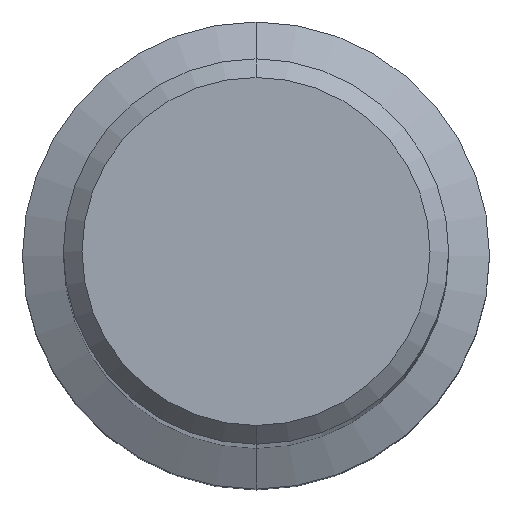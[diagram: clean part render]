
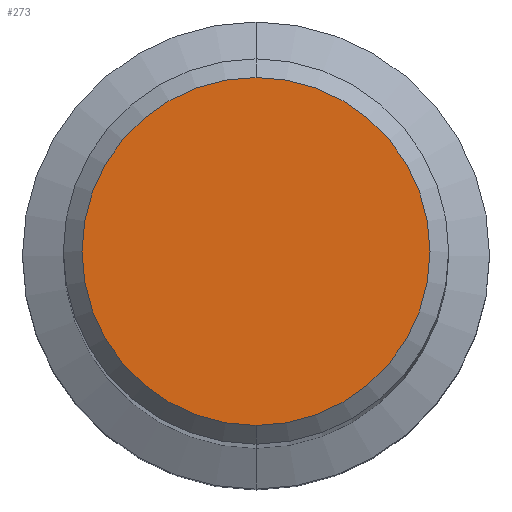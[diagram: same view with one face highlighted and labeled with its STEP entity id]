
A CAD part, top view. The second image highlights one B-rep face of the part: STEP entity #273.
In plain terms, the highlighted planar face has unit normal (0, 0, 1).
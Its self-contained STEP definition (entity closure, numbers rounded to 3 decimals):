
#219=VERTEX_POINT('',#575);
#263=EDGE_CURVE('',#219,#283,#624,.T.);
#273=ADVANCED_FACE('',(#638),#639,.T.);
#283=VERTEX_POINT('',#650);
#495=EDGE_CURVE('',#283,#219,#884,.T.);
#575=CARTESIAN_POINT('',(0.0,7.45,0.0));
#624=CIRCLE('',#1089,7.45);
#638=FACE_OUTER_BOUND('',#1113,.T.);
#639=PLANE('',#1114);
#650=CARTESIAN_POINT('',(0.,-7.45,0.0));
#884=CIRCLE('',#1639,7.45);
#1089=AXIS2_PLACEMENT_3D('',#1775,#1776,#1777);
#1113=EDGE_LOOP('',(#1803,#1804));
#1114=AXIS2_PLACEMENT_3D('',#1805,#1806,#1807);
#1639=AXIS2_PLACEMENT_3D('',#2092,#2093,#2094);
#1775=CARTESIAN_POINT('',(0.0,0.0,0.0));
#1776=DIRECTION('',(0.0,0.0,-1.0));
#1777=DIRECTION('',(0.0,1.0,0.0));
#1803=ORIENTED_EDGE('',*,*,#263,.F.);
#1804=ORIENTED_EDGE('',*,*,#495,.F.);
#1805=CARTESIAN_POINT('',(0.0,3.725,0.0));
#1806=DIRECTION('',(-0.0,0.0,1.0));
#1807=DIRECTION('',(0.0,-1.0,0.0));
#2092=CARTESIAN_POINT('',(0.0,0.0,0.0));
#2093=DIRECTION('',(0.0,0.0,-1.0));
#2094=DIRECTION('',(0.0,1.0,0.0));
